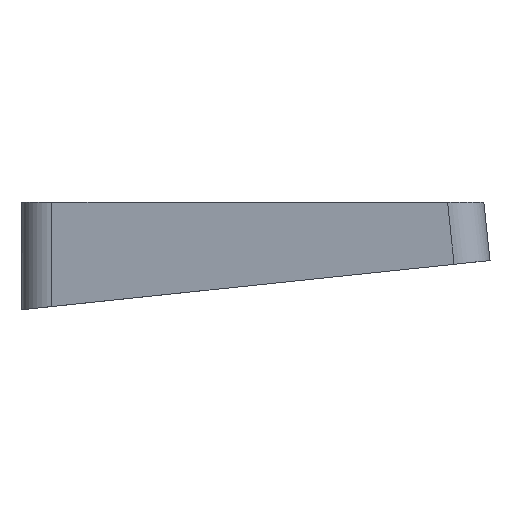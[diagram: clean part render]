
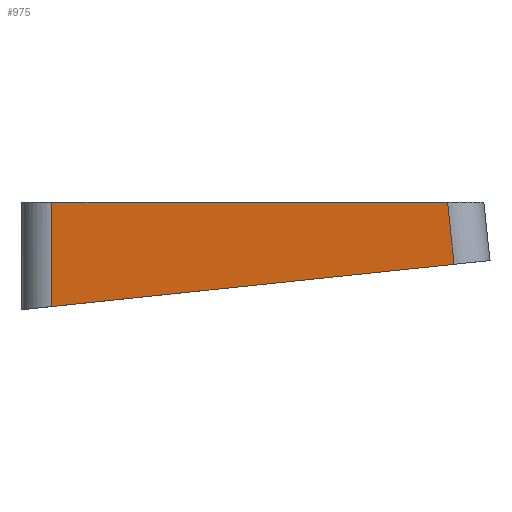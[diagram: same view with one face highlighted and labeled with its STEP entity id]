
A CAD part, left-side view. The second image highlights one B-rep face of the part: STEP entity #975.
In plain terms, the highlighted planar face has unit normal (-0.996, 0.094, 0).
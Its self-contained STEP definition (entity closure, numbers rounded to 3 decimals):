
#32 = PLANE('',#33);
#33 = AXIS2_PLACEMENT_3D('',#34,#35,#36);
#34 = CARTESIAN_POINT('',(0.,-84.749,0.));
#35 = DIRECTION('',(0.,0.,1.));
#36 = DIRECTION('',(1.,0.,0.));
#169 = VERTEX_POINT('',#170);
#170 = CARTESIAN_POINT('',(-184.491,-45.728,0.));
#189 = CYLINDRICAL_SURFACE('',#190,6.);
#190 = AXIS2_PLACEMENT_3D('',#191,#192,#193);
#191 = CARTESIAN_POINT('',(-178.517,-46.289,0.));
#192 = DIRECTION('',(-0.,-0.,-1.));
#193 = DIRECTION('',(-0.996,0.094,0.));
#201 = EDGE_CURVE('',#169,#202,#204,.T.);
#202 = VERTEX_POINT('',#203);
#203 = CARTESIAN_POINT('',(-191.245,-117.584,0.));
#204 = SURFACE_CURVE('',#205,(#209,#216),.PCURVE_S1.);
#205 = LINE('',#206,#207);
#206 = CARTESIAN_POINT('',(-183.979,-40.289,0.));
#207 = VECTOR('',#208,1.);
#208 = DIRECTION('',(-0.094,-0.996,0.));
#209 = PCURVE('',#32,#210);
#210 = DEFINITIONAL_REPRESENTATION('',(#211),#215);
#211 = LINE('',#212,#213);
#212 = CARTESIAN_POINT('',(-183.98,44.46));
#213 = VECTOR('',#214,1.);
#214 = DIRECTION('',(-0.094,-0.996));
#215 = ( GEOMETRIC_REPRESENTATION_CONTEXT(2) 
PARAMETRIC_REPRESENTATION_CONTEXT() REPRESENTATION_CONTEXT('2D SPACE',''
  ) );
#216 = PCURVE('',#217,#222);
#217 = PLANE('',#218);
#218 = AXIS2_PLACEMENT_3D('',#219,#220,#221);
#219 = CARTESIAN_POINT('',(-183.979,-40.289,0.));
#220 = DIRECTION('',(-0.996,0.094,0.));
#221 = DIRECTION('',(-0.094,-0.996,0.));
#222 = DEFINITIONAL_REPRESENTATION('',(#223),#227);
#223 = LINE('',#224,#225);
#224 = CARTESIAN_POINT('',(0.,0.));
#225 = VECTOR('',#226,1.);
#226 = DIRECTION('',(1.,0.));
#227 = ( GEOMETRIC_REPRESENTATION_CONTEXT(2) 
PARAMETRIC_REPRESENTATION_CONTEXT() REPRESENTATION_CONTEXT('2D SPACE',''
  ) );
#250 = CYLINDRICAL_SURFACE('',#251,6.);
#251 = AXIS2_PLACEMENT_3D('',#252,#253,#254);
#252 = CARTESIAN_POINT('',(-185.278,-118.218,
    -0.692));
#253 = DIRECTION('',(-0.01,-0.105,-0.994
    ));
#254 = DIRECTION('',(0.,-0.995,0.105)
  );
#429 = PLANE('',#430);
#430 = AXIS2_PLACEMENT_3D('',#431,#432,#433);
#431 = CARTESIAN_POINT('',(206.,-40.289,-19.5));
#432 = DIRECTION('',(0.,0.105,0.995));
#433 = DIRECTION('',(0.,-0.995,0.105));
#866 = EDGE_CURVE('',#202,#867,#869,.T.);
#867 = VERTEX_POINT('',#868);
#868 = CARTESIAN_POINT('',(-191.356,-118.767,-11.252
    ));
#869 = SURFACE_CURVE('',#870,(#874,#881),.PCURVE_S1.);
#870 = LINE('',#871,#872);
#871 = CARTESIAN_POINT('',(-191.252,-117.657,
    -0.692));
#872 = VECTOR('',#873,1.);
#873 = DIRECTION('',(-0.01,-0.105,-0.994
    ));
#874 = PCURVE('',#250,#875);
#875 = DEFINITIONAL_REPRESENTATION('',(#876),#880);
#876 = LINE('',#877,#878);
#877 = CARTESIAN_POINT('',(1.664,0.));
#878 = VECTOR('',#879,1.);
#879 = DIRECTION('',(0.,1.));
#880 = ( GEOMETRIC_REPRESENTATION_CONTEXT(2) 
PARAMETRIC_REPRESENTATION_CONTEXT() REPRESENTATION_CONTEXT('2D SPACE',''
  ) );
#881 = PCURVE('',#217,#882);
#882 = DEFINITIONAL_REPRESENTATION('',(#883),#887);
#883 = LINE('',#884,#885);
#884 = CARTESIAN_POINT('',(77.709,-0.692));
#885 = VECTOR('',#886,1.);
#886 = DIRECTION('',(0.105,-0.994));
#887 = ( GEOMETRIC_REPRESENTATION_CONTEXT(2) 
PARAMETRIC_REPRESENTATION_CONTEXT() REPRESENTATION_CONTEXT('2D SPACE',''
  ) );
#925 = VERTEX_POINT('',#926);
#926 = CARTESIAN_POINT('',(-184.491,-45.728,
    -18.928));
#955 = EDGE_CURVE('',#169,#925,#956,.T.);
#956 = SURFACE_CURVE('',#957,(#961,#968),.PCURVE_S1.);
#957 = LINE('',#958,#959);
#958 = CARTESIAN_POINT('',(-184.491,-45.728,0.));
#959 = VECTOR('',#960,1.);
#960 = DIRECTION('',(-0.,-0.,-1.));
#961 = PCURVE('',#189,#962);
#962 = DEFINITIONAL_REPRESENTATION('',(#963),#967);
#963 = LINE('',#964,#965);
#964 = CARTESIAN_POINT('',(0.,0.));
#965 = VECTOR('',#966,1.);
#966 = DIRECTION('',(0.,1.));
#967 = ( GEOMETRIC_REPRESENTATION_CONTEXT(2) 
PARAMETRIC_REPRESENTATION_CONTEXT() REPRESENTATION_CONTEXT('2D SPACE',''
  ) );
#968 = PCURVE('',#217,#969);
#969 = DEFINITIONAL_REPRESENTATION('',(#970),#974);
#970 = LINE('',#971,#972);
#971 = CARTESIAN_POINT('',(5.462,0.));
#972 = VECTOR('',#973,1.);
#973 = DIRECTION('',(0.,-1.));
#974 = ( GEOMETRIC_REPRESENTATION_CONTEXT(2) 
PARAMETRIC_REPRESENTATION_CONTEXT() REPRESENTATION_CONTEXT('2D SPACE',''
  ) );
#975 = ADVANCED_FACE('',(#976),#217,.T.);
#976 = FACE_BOUND('',#977,.T.);
#977 = EDGE_LOOP('',(#978,#979,#980,#999));
#978 = ORIENTED_EDGE('',*,*,#201,.F.);
#979 = ORIENTED_EDGE('',*,*,#955,.T.);
#980 = ORIENTED_EDGE('',*,*,#981,.F.);
#981 = EDGE_CURVE('',#867,#925,#982,.T.);
#982 = SURFACE_CURVE('',#983,(#987,#993),.PCURVE_S1.);
#983 = LINE('',#984,#985);
#984 = CARTESIAN_POINT('',(-182.385,-23.322,
    -21.283));
#985 = VECTOR('',#986,1.);
#986 = DIRECTION('',(0.093,0.99,-0.104)
  );
#987 = PCURVE('',#217,#988);
#988 = DEFINITIONAL_REPRESENTATION('',(#989),#992);
#989 = B_SPLINE_CURVE_WITH_KNOTS('',1,(#990,#991),.UNSPECIFIED.,.F.,.F.,
  (2,2),(-102.976,-17.135),.PIECEWISE_BEZIER_KNOTS.);
#990 = CARTESIAN_POINT('',(85.375,-10.566));
#991 = CARTESIAN_POINT('',(0.,-19.5));
#992 = ( GEOMETRIC_REPRESENTATION_CONTEXT(2) 
PARAMETRIC_REPRESENTATION_CONTEXT() REPRESENTATION_CONTEXT('2D SPACE',''
  ) );
#993 = PCURVE('',#429,#994);
#994 = DEFINITIONAL_REPRESENTATION('',(#995),#998);
#995 = B_SPLINE_CURVE_WITH_KNOTS('',1,(#996,#997),.UNSPECIFIED.,.F.,.F.,
  (2,2),(-102.976,-17.135),.PIECEWISE_BEZIER_KNOTS.);
#996 = CARTESIAN_POINT('',(85.468,-397.969));
#997 = CARTESIAN_POINT('',(0.,-389.979));
#998 = ( GEOMETRIC_REPRESENTATION_CONTEXT(2) 
PARAMETRIC_REPRESENTATION_CONTEXT() REPRESENTATION_CONTEXT('2D SPACE',''
  ) );
#999 = ORIENTED_EDGE('',*,*,#866,.F.);
